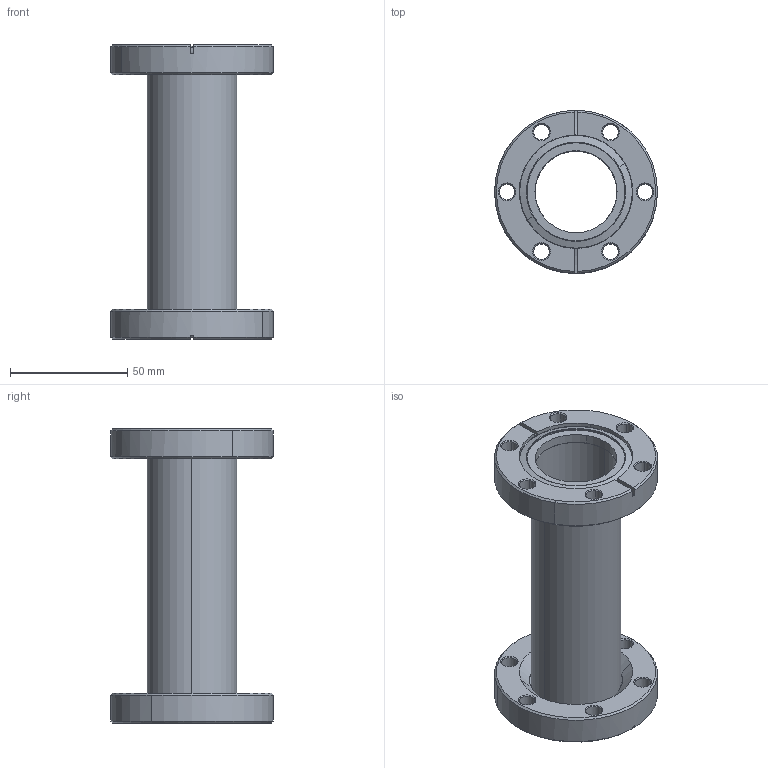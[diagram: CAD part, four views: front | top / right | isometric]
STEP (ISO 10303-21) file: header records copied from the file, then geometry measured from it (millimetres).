
FILE_DESCRIPTION (( 'STEP AP203' ), '1' );
FILE_NAME ('402002 rev A.STEP', '2011-12-01T13:49:30', ( 'AES' ), ( '' ), 'SwSTEP 2.0', 'SolidWorks 2011', '' );
FILE_SCHEMA (( 'CONFIG_CONTROL_DESIGN' ));
Length unit declared in the file: inch
Products named in the file (1): 402002 rev A
Bounding box: 69.34 x 69.34 x 125.22 mm (x, y, z)
Surface area: 48916.1 mm2 (no closed solid volume)
Topology: 0 solids, 5 shells, 155 faces, 368 edges, 219 vertices
Faces by surface type: cone 68, cylinder 52, plane 20, torus 15
Entity records: 4669 total; most frequent: DIRECTION 874, CARTESIAN_POINT 845, ORIENTED_EDGE 720, EDGE_CURVE 368, AXIS2_PLACEMENT_3D 366, VERTEX_POINT 219, CIRCLE 210, EDGE_LOOP 185
